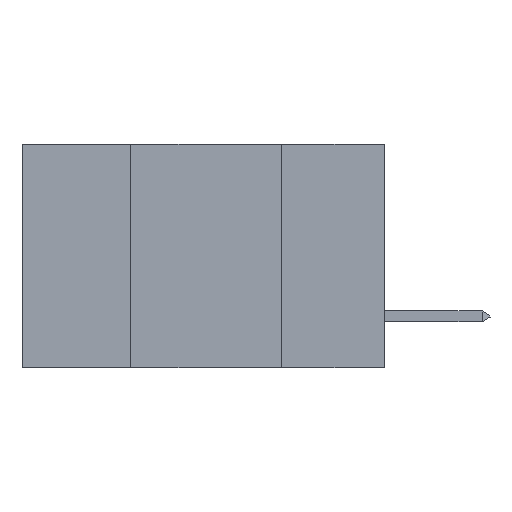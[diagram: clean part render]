
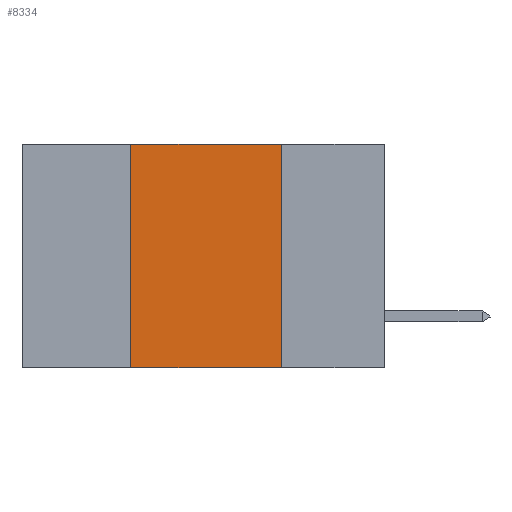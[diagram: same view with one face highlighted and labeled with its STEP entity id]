
A CAD part, left-side view. The second image highlights one B-rep face of the part: STEP entity #8334.
In plain terms, the highlighted planar face has unit normal (-1, 0, 0).
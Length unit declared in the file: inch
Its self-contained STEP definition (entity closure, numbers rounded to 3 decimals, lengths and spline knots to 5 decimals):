
#139 = DIRECTION ( 'NONE',  ( 0., -1., 0. ) ) ;
#152 = VECTOR ( 'NONE', #16205, 39.37008 ) ;
#168 = VECTOR ( 'NONE', #10964, 39.37008 ) ;
#955 = CARTESIAN_POINT ( 'NONE',  ( 0., 0.6, -0.37 ) ) ;
#985 = EDGE_CURVE ( 'NONE', #3727, #10826, #9847, .T. ) ;
#1286 = LINE ( 'NONE', #18042, #168 ) ;
#1852 = CARTESIAN_POINT ( 'NONE',  ( 0., 0.42, 0. ) ) ;
#2030 = ORIENTED_EDGE ( 'NONE', *, *, #985, .F. ) ;
#2059 = EDGE_LOOP ( 'NONE', ( #16014, #2030, #13506, #21392 ) ) ;
#2212 = VERTEX_POINT ( 'NONE', #11501 ) ;
#3644 = VECTOR ( 'NONE', #139, 39.37008 ) ;
#3727 = VERTEX_POINT ( 'NONE', #1852 ) ;
#3913 = CARTESIAN_POINT ( 'NONE',  ( 0., 0.6, 0. ) ) ;
#5274 = EDGE_CURVE ( 'NONE', #22365, #3727, #18710, .T. ) ;
#8188 = EDGE_CURVE ( 'NONE', #22365, #2212, #17798, .T. ) ;
#8334 = ADVANCED_FACE ( 'NONE', ( #22154 ), #18678, .F. ) ;
#8796 = CARTESIAN_POINT ( 'NONE',  ( 0., 0.17, 0. ) ) ;
#9847 = LINE ( 'NONE', #3913, #3644 ) ;
#10188 = DIRECTION ( 'NONE',  ( 1., 0., 0. ) ) ;
#10801 = CARTESIAN_POINT ( 'NONE',  ( 0., 0.42, -0.37 ) ) ;
#10826 = VERTEX_POINT ( 'NONE', #8796 ) ;
#10964 = DIRECTION ( 'NONE',  ( 0., 0., -1. ) ) ;
#11501 = CARTESIAN_POINT ( 'NONE',  ( 0., 0.17, -0.37 ) ) ;
#13506 = ORIENTED_EDGE ( 'NONE', *, *, #5274, .F. ) ;
#13512 = AXIS2_PLACEMENT_3D ( 'NONE', #18901, #10188, #22420 ) ;
#16014 = ORIENTED_EDGE ( 'NONE', *, *, #20275, .F. ) ;
#16205 = DIRECTION ( 'NONE',  ( 0., 0., 1. ) ) ;
#17553 = VECTOR ( 'NONE', #17861, 39.37008 ) ;
#17798 = LINE ( 'NONE', #955, #17553 ) ;
#17861 = DIRECTION ( 'NONE',  ( 0., -1., 0. ) ) ;
#18042 = CARTESIAN_POINT ( 'NONE',  ( 0., 0.17, 0. ) ) ;
#18678 = PLANE ( 'NONE',  #13512 ) ;
#18710 = LINE ( 'NONE', #21304, #152 ) ;
#18901 = CARTESIAN_POINT ( 'NONE',  ( 0., 0.6, 0. ) ) ;
#20275 = EDGE_CURVE ( 'NONE', #10826, #2212, #1286, .T. ) ;
#21304 = CARTESIAN_POINT ( 'NONE',  ( 0., 0.42, 0. ) ) ;
#21392 = ORIENTED_EDGE ( 'NONE', *, *, #8188, .T. ) ;
#22154 = FACE_OUTER_BOUND ( 'NONE', #2059, .T. ) ;
#22365 = VERTEX_POINT ( 'NONE', #10801 ) ;
#22420 = DIRECTION ( 'NONE',  ( 0., 0., -1. ) ) ;
